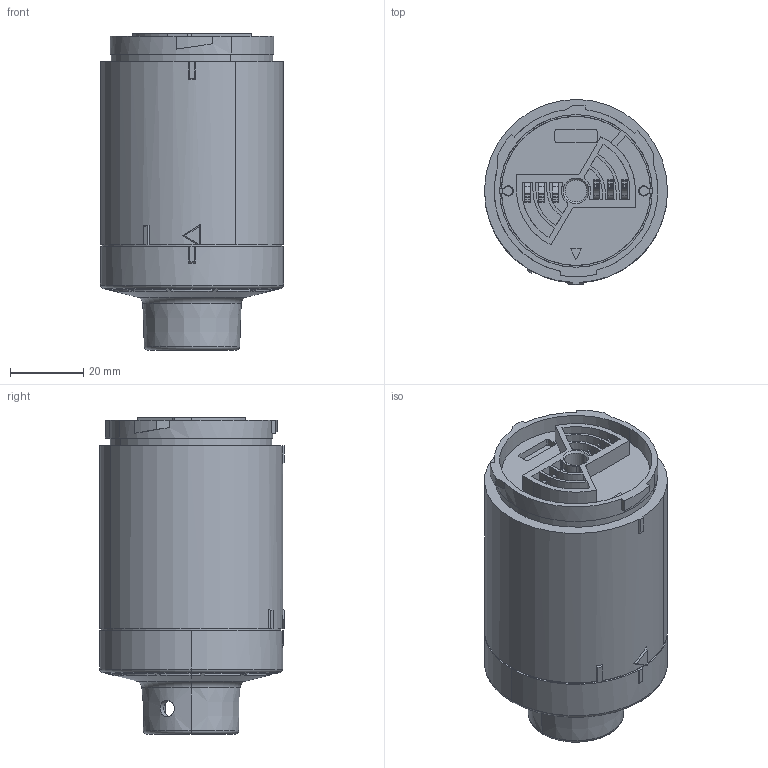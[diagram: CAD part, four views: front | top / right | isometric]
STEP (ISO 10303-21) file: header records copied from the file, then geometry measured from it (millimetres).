
FILE_DESCRIPTION (( 'STEP AP203' ), '1' );
FILE_NAME ('MODULE-MG50-BS-DC.STEP', '2020-12-29T01:53:39', ( '' ), ( '' ), 'SwSTEP 2.0', 'SolidWorks 2019', '' );
FILE_SCHEMA (( 'CONFIG_CONTROL_DESIGN' ));
Length unit declared in the file: millimetre
Products named in the file (7): MODULE-MG50-BS-DC; QTG50 MODULE - CONB PCB; QTG50 MODULE - DC BODY; QCR572_MTG50-POLE老眉屈关魄; QTG - NEW CONB PIN; QTG50 MODULE - CONB 餌轎粽塭鰍 REV0; QTG50 MODULE - CONB PCB ASSY
Assembly tree (11 placements, depth 3):
  MODULE-MG50-BS-DC
    QTG50 MODULE - DC BODY
    QTG50 MODULE - CONB PCB ASSY
      QTG - NEW CONB PIN  x6
      QTG50 MODULE - CONB PCB
    QTG50 MODULE - CONB 餌轎粽塭鰍 REV0
    QCR572_MTG50-POLE老眉屈关魄
Bounding box: 50 x 50.5 x 86.37 mm (x, y, z)
Volume: 118590.1 mm3; surface area: 38863.6 mm2
Topology: 10 solids, 13 shells, 739 faces, 2045 edges, 1351 vertices
Faces by surface type: plane 388, cylinder 278, cone 47, bspline 16, torus 10
Entity records: 20292 total; most frequent: CARTESIAN_POINT 4587, ORIENTED_EDGE 3190, DIRECTION 3023, EDGE_CURVE 1595, AXIS2_PLACEMENT_3D 1054, VERTEX_POINT 1051, VECTOR 915, LINE 915
